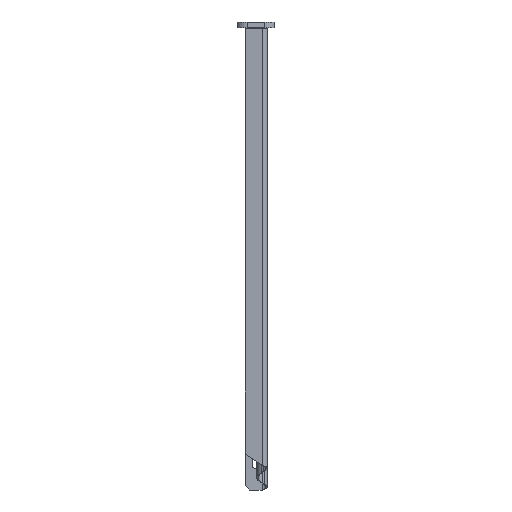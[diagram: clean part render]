
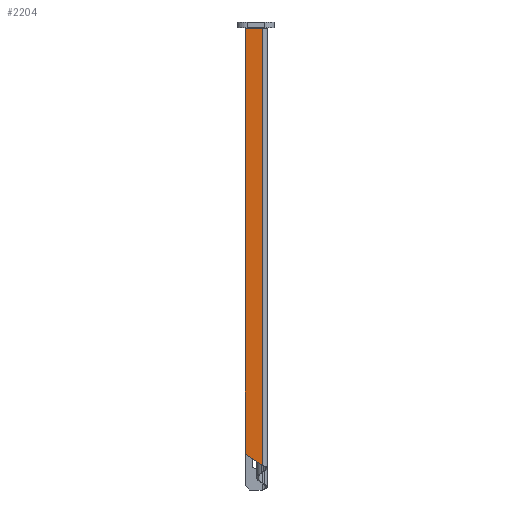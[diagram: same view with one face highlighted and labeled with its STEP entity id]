
A CAD part, front view. The second image highlights one B-rep face of the part: STEP entity #2204.
In plain terms, the highlighted planar face has unit normal (0, -0.999, -0.052).
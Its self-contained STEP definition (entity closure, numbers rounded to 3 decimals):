
#248 = CARTESIAN_POINT ( 'NONE',  ( 122.836, -80.586, -5.72 ) ) ;
#628 = CARTESIAN_POINT ( 'NONE',  ( 9.329, -80.586, -5.72 ) ) ;
#674 = LINE ( 'NONE', #1912, #900 ) ;
#732 = VECTOR ( 'NONE', #2020, 1000. ) ;
#855 = VERTEX_POINT ( 'NONE', #1743 ) ;
#900 = VECTOR ( 'NONE', #3959, 1000. ) ;
#967 = LINE ( 'NONE', #2705, #732 ) ;
#1032 = CARTESIAN_POINT ( 'NONE',  ( 9.329, -49.123, -606.069 ) ) ;
#1075 = EDGE_CURVE ( 'NONE', #2443, #2905, #967, .T. ) ;
#1158 = DIRECTION ( 'NONE',  ( 0., 0.999, 0.052 ) ) ;
#1254 = LINE ( 'NONE', #628, #2219 ) ;
#1495 = PLANE ( 'NONE',  #2658 ) ;
#1534 = DIRECTION ( 'NONE',  ( 0.052, -0.052, 0.997 ) ) ;
#1743 = CARTESIAN_POINT ( 'NONE',  ( -15., -49.95, -590.291 ) ) ;
#1776 = EDGE_CURVE ( 'NONE', #855, #3022, #674, .T. ) ;
#1912 = CARTESIAN_POINT ( 'NONE',  ( 65.873, -47.201, -642.738 ) ) ;
#2020 = DIRECTION ( 'NONE',  ( -1., 0., 0. ) ) ;
#2204 = ADVANCED_FACE ( 'NONE', ( #3729 ), #1495, .F. ) ;
#2219 = VECTOR ( 'NONE', #3076, 1000. ) ;
#2443 = VERTEX_POINT ( 'NONE', #2793 ) ;
#2658 = AXIS2_PLACEMENT_3D ( 'NONE', #248, #1158, #1534 ) ;
#2705 = CARTESIAN_POINT ( 'NONE',  ( -15., -80.839, -0.896 ) ) ;
#2793 = CARTESIAN_POINT ( 'NONE',  ( 9.329, -80.839, -0.896 ) ) ;
#2823 = ORIENTED_EDGE ( 'NONE', *, *, #4498, .T. ) ;
#2905 = VERTEX_POINT ( 'NONE', #2922 ) ;
#2922 = CARTESIAN_POINT ( 'NONE',  ( -15., -80.839, -0.896 ) ) ;
#3022 = VERTEX_POINT ( 'NONE', #1032 ) ;
#3076 = DIRECTION ( 'NONE',  ( 0., 0.052, -0.999 ) ) ;
#3091 = EDGE_LOOP ( 'NONE', ( #4295, #4367, #2823, #4247 ) ) ;
#3137 = CARTESIAN_POINT ( 'NONE',  ( -15., -49.95, -590.291 ) ) ;
#3151 = DIRECTION ( 'NONE',  ( 0., 0.052, -0.999 ) ) ;
#3493 = VECTOR ( 'NONE', #3151, 1000. ) ;
#3729 = FACE_OUTER_BOUND ( 'NONE', #3091, .T. ) ;
#3959 = DIRECTION ( 'NONE',  ( 0.839, 0.029, -0.544 ) ) ;
#4247 = ORIENTED_EDGE ( 'NONE', *, *, #1776, .T. ) ;
#4295 = ORIENTED_EDGE ( 'NONE', *, *, #4414, .F. ) ;
#4367 = ORIENTED_EDGE ( 'NONE', *, *, #1075, .T. ) ;
#4414 = EDGE_CURVE ( 'NONE', #2443, #3022, #1254, .T. ) ;
#4498 = EDGE_CURVE ( 'NONE', #2905, #855, #4511, .T. ) ;
#4511 = LINE ( 'NONE', #3137, #3493 ) ;
